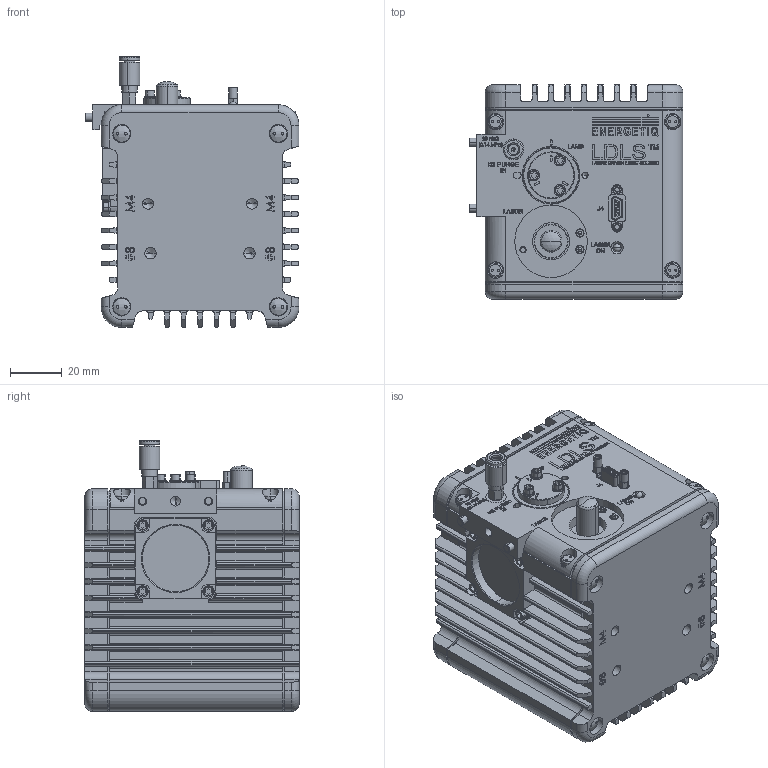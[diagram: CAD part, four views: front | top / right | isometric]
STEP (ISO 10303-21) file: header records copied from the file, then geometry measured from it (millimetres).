
FILE_DESCRIPTION (( 'STEP AP214' ), '1' );
FILE_NAME ('EQ-99X Simplified.STEP', '2014-02-24T16:30:00', ( 'Mike' ), ( '' ), 'SwSTEP 2.0', 'SolidWorks 2011', '' );
FILE_SCHEMA (( 'AUTOMOTIVE_DESIGN' ));
Length unit declared in the file: millimetre
Products named in the file (1): EQ-99X Simplified
Bounding box: 82.4 x 82.55 x 104.3 mm (x, y, z)
Volume: 189525.3 mm3; surface area: 118921.5 mm2
Topology: 65 solids, 65 shells, 4092 faces, 10550 edges, 6826 vertices
Faces by surface type: plane 2207, cylinder 927, bspline 536, cone 370, torus 38, sphere 14
Entity records: 205250 total; most frequent: CARTESIAN_POINT 63231, ORIENTED_EDGE 20982, DIRECTION 18004, EDGE_CURVE 10491, VERTEX_POINT 6823, VECTOR 6820, LINE 6820, AXIS2_PLACEMENT_3D 5592
